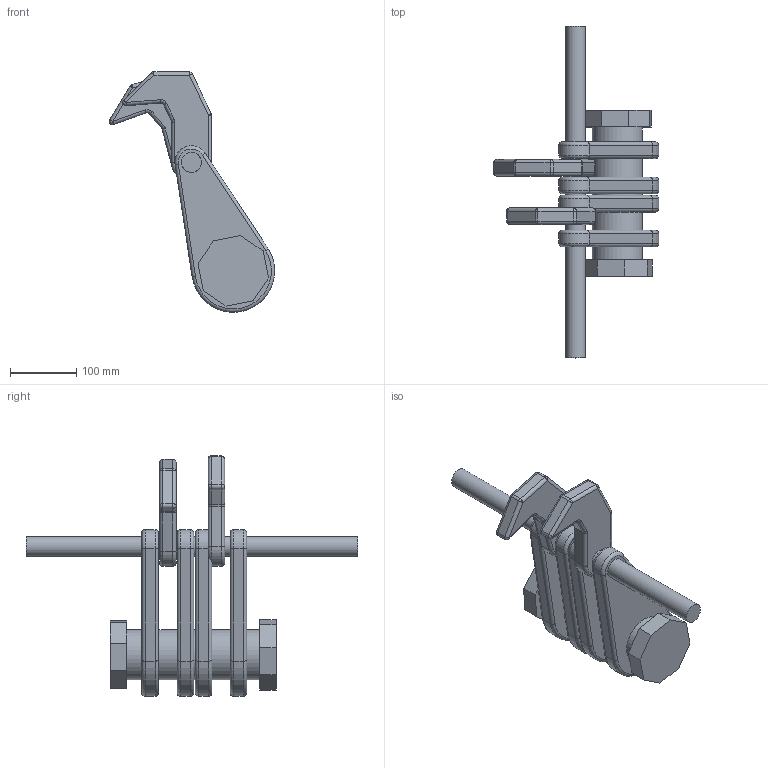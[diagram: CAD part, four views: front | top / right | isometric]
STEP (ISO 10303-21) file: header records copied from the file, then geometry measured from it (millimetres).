
FILE_DESCRIPTION( ( '' ), ' ' );
FILE_NAME( '5594d998e4b0ca67f5b216a0.step', '2015-07-02T06:26:33', ( '' ), ( '' ), ' ', ' ', ' ' );
FILE_SCHEMA( ( 'AUTOMOTIVE_DESIGN { 1 0 10303 214 1 1 1 1 }' ) );
Length unit declared in the file: metre
Products named in the file (5): Assem1; Part 1
Assembly tree (8 placements, depth 2):
  Assem1
    Part 1  x4
    Part 1
    Part 1
    Part 1  x2
Bounding box: 249.05 x 500 x 362.08 mm (x, y, z)
Volume: 3914771.1 mm3; surface area: 431963 mm2
Topology: 8 solids, 8 shells, 178 faces, 389 edges, 221 vertices
Faces by surface type: cylinder 78, plane 56, torus 28, sphere 16
Full cylindrical faces by diameter (mm): 30 x7, 75 x5
Entity records: 2397 total; most frequent: DIRECTION 434, CARTESIAN_POINT 418, ORIENTED_EDGE 352, EDGE_CURVE 176, AXIS2_PLACEMENT_3D 166, VERTEX_POINT 106, LINE 102, VECTOR 102
